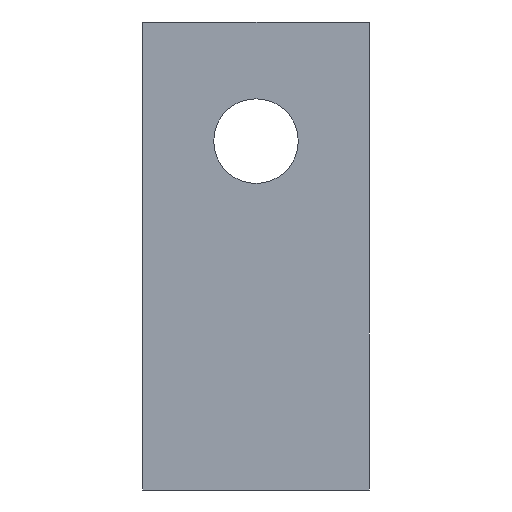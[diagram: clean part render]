
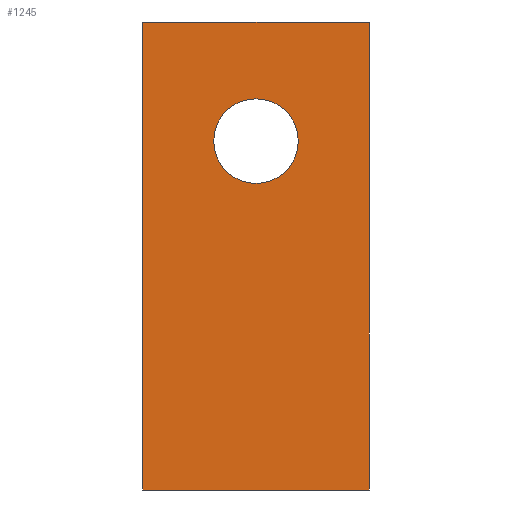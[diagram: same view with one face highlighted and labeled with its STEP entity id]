
A CAD part, front view. The second image highlights one B-rep face of the part: STEP entity #1245.
In plain terms, the highlighted planar face has unit normal (0, -1, 0).
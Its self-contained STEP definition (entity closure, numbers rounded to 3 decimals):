
#25=FACE_BOUND('',#174,.T.);
#32=CIRCLE('',#1308,1.4);
#101=FACE_OUTER_BOUND('',#173,.T.);
#173=EDGE_LOOP('',(#1111,#1112,#1113,#1114));
#174=EDGE_LOOP('',(#1115));
#313=LINE('',#1933,#475);
#332=LINE('',#1976,#494);
#337=LINE('',#1985,#499);
#338=LINE('',#1987,#500);
#475=VECTOR('',#1586,10.);
#494=VECTOR('',#1627,10.);
#499=VECTOR('',#1636,10.);
#500=VECTOR('',#1639,10.);
#577=VERTEX_POINT('',#1872);
#596=VERTEX_POINT('',#1929);
#597=VERTEX_POINT('',#1931);
#610=VERTEX_POINT('',#1975);
#612=VERTEX_POINT('',#1983);
#726=EDGE_CURVE('',#577,#577,#32,.T.);
#755=EDGE_CURVE('',#596,#597,#313,.T.);
#776=EDGE_CURVE('',#610,#596,#332,.T.);
#781=EDGE_CURVE('',#612,#597,#337,.T.);
#782=EDGE_CURVE('',#612,#610,#338,.T.);
#1111=ORIENTED_EDGE('',*,*,#782,.T.);
#1112=ORIENTED_EDGE('',*,*,#776,.T.);
#1113=ORIENTED_EDGE('',*,*,#755,.T.);
#1114=ORIENTED_EDGE('',*,*,#781,.F.);
#1115=ORIENTED_EDGE('',*,*,#726,.F.);
#1181=PLANE('',#1332);
#1245=ADVANCED_FACE('',(#101,#25),#1181,.F.);
#1308=AXIS2_PLACEMENT_3D('',#1874,#1536,#1537);
#1332=AXIS2_PLACEMENT_3D('',#1986,#1637,#1638);
#1536=DIRECTION('center_axis',(0.,-1.,0.));
#1537=DIRECTION('ref_axis',(1.,0.,0.));
#1586=DIRECTION('',(-1.,0.,0.));
#1627=DIRECTION('',(0.,0.,1.));
#1636=DIRECTION('',(0.,0.,1.));
#1637=DIRECTION('center_axis',(0.,1.,0.));
#1638=DIRECTION('ref_axis',(-1.,0.,0.));
#1639=DIRECTION('',(1.,0.,0.));
#1872=CARTESIAN_POINT('',(-1.4,-22.65,11.556));
#1874=CARTESIAN_POINT('Origin',(0.,-22.65,11.556));
#1929=CARTESIAN_POINT('',(3.75,-22.65,15.5));
#1931=CARTESIAN_POINT('',(-3.75,-22.65,15.5));
#1933=CARTESIAN_POINT('',(3.75,-22.65,15.5));
#1975=CARTESIAN_POINT('',(3.75,-22.65,0.));
#1976=CARTESIAN_POINT('',(3.75,-22.65,0.));
#1983=CARTESIAN_POINT('',(-3.75,-22.65,0.));
#1985=CARTESIAN_POINT('',(-3.75,-22.65,0.));
#1986=CARTESIAN_POINT('Origin',(3.75,-22.65,0.));
#1987=CARTESIAN_POINT('',(-3.75,-22.65,0.));
